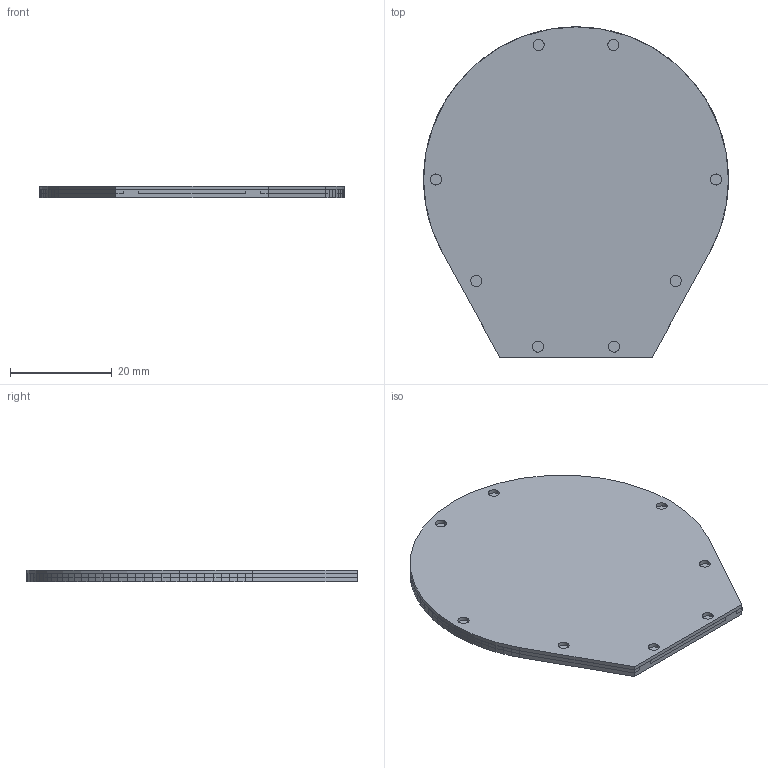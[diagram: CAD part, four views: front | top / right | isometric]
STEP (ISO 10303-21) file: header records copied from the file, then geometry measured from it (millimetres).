
FILE_DESCRIPTION(('Open CASCADE Model'),'2;1');
FILE_NAME('Open CASCADE Shape Model','2024-02-22T18:21:15',('Author'),( 'Open CASCADE'),'Open CASCADE STEP processor 7.5','Open CASCADE 7.5' ,'Unknown');
FILE_SCHEMA(('AUTOMOTIVE_DESIGN { 1 0 10303 214 1 1 1 1 }'));
Length unit declared in the file: millimetre
Products named in the file (6): PCB; Board; Open CASCADE STEP translator 7.5 2.1.1; Free-Models; acelerometro_tampa; Dieletrico_tampa_frente
Assembly tree (5 placements, depth 3):
  PCB
    Board
      Open CASCADE STEP translator 7.5 2.1.1
    Free-Models
      acelerometro_tampa
      Dieletrico_tampa_frente
Bounding box: 60 x 65 x 2.35 mm (x, y, z)
Surface area: 19192.8 mm2
Topology: 3 solids, 3 shells, 123 faces, 351 edges, 234 vertices
Faces by surface type: plane 89, cylinder 34
Full cylindrical faces by diameter (mm): 2.184 x10
Entity records: 4172 total; most frequent: CARTESIAN_POINT 714, ORIENTED_EDGE 702, DIRECTION 677, EDGE_CURVE 351, LINE 283, VECTOR 283, VERTEX_POINT 234, AXIS2_PLACEMENT_3D 197
